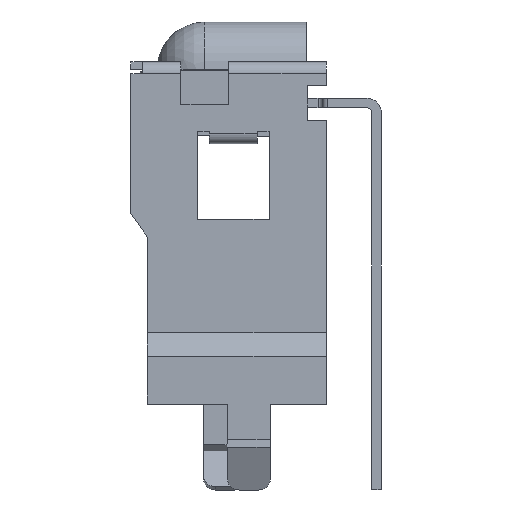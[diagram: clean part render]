
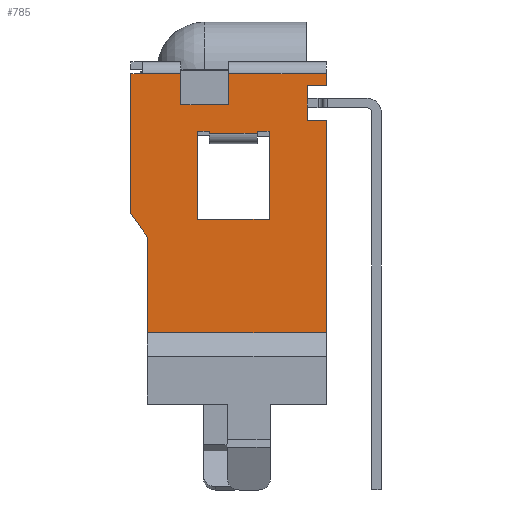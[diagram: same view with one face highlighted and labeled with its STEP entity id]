
A CAD part, left-side view. The second image highlights one B-rep face of the part: STEP entity #785.
In plain terms, the highlighted face is planar.
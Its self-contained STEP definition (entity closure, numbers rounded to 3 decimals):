
#490=CARTESIAN_POINT('',(-4.1,3.65,6.8));
#491=VERTEX_POINT('',#490);
#509=CARTESIAN_POINT('',(0.,3.65,6.8));
#510=VERTEX_POINT('',#509);
#518=CARTESIAN_POINT('',(0.,3.65,6.8));
#519=DIRECTION('',(-1.0,0.0,0.0));
#520=VECTOR('',#519,4.1);
#521=LINE('',#518,#520);
#522=EDGE_CURVE('',#510,#491,#521,.T.);
#540=CARTESIAN_POINT('',(-4.1,3.65,6.3));
#541=VERTEX_POINT('',#540);
#542=CARTESIAN_POINT('',(-4.1,3.65,6.3));
#543=DIRECTION('',(0.0,0.0,1.0));
#544=VECTOR('',#543,0.5);
#545=LINE('',#542,#544);
#546=EDGE_CURVE('',#541,#491,#545,.T.);
#608=CARTESIAN_POINT('',(-4.1,3.65,-4.05));
#609=DIRECTION('',(0.0,1.0,0.0));
#610=DIRECTION('',(0.0,0.0,1.0));
#611=AXIS2_PLACEMENT_3D('',#608,#609,#610);
#612=PLANE('',#611);
#613=ORIENTED_EDGE('',*,*,#522,.F.);
#614=CARTESIAN_POINT('',(0.,3.65,5.5));
#615=VERTEX_POINT('',#614);
#616=CARTESIAN_POINT('',(0.,3.65,6.8));
#617=DIRECTION('',(0.0,0.0,-1.0));
#618=VECTOR('',#617,1.3);
#619=LINE('',#616,#618);
#620=EDGE_CURVE('',#510,#615,#619,.T.);
#621=ORIENTED_EDGE('',*,*,#620,.T.);
#622=CARTESIAN_POINT('',(2.,3.65,5.5));
#623=VERTEX_POINT('',#622);
#624=CARTESIAN_POINT('',(0.,3.65,5.5));
#625=DIRECTION('',(1.0,0.0,0.0));
#626=VECTOR('',#625,2.);
#627=LINE('',#624,#626);
#628=EDGE_CURVE('',#615,#623,#627,.T.);
#629=ORIENTED_EDGE('',*,*,#628,.T.);
#630=CARTESIAN_POINT('',(2.,3.65,6.8));
#631=VERTEX_POINT('',#630);
#632=CARTESIAN_POINT('',(2.,3.65,5.5));
#633=DIRECTION('',(0.0,0.0,1.0));
#634=VECTOR('',#633,1.3);
#635=LINE('',#632,#634);
#636=EDGE_CURVE('',#623,#631,#635,.T.);
#637=ORIENTED_EDGE('',*,*,#636,.T.);
#638=CARTESIAN_POINT('',(3.6,3.65,6.8));
#639=VERTEX_POINT('',#638);
#640=CARTESIAN_POINT('',(3.6,3.65,6.8));
#641=DIRECTION('',(-1.0,0.0,0.0));
#642=VECTOR('',#641,1.6);
#643=LINE('',#640,#642);
#644=EDGE_CURVE('',#639,#631,#643,.T.);
#645=ORIENTED_EDGE('',*,*,#644,.F.);
#646=CARTESIAN_POINT('',(4.1,3.65,6.8));
#647=VERTEX_POINT('',#646);
#648=CARTESIAN_POINT('',(3.6,3.65,6.8));
#649=DIRECTION('',(1.0,0.0,0.0));
#650=VECTOR('',#649,0.5);
#651=LINE('',#648,#650);
#652=EDGE_CURVE('',#639,#647,#651,.T.);
#653=ORIENTED_EDGE('',*,*,#652,.T.);
#654=CARTESIAN_POINT('',(4.1,3.65,0.95));
#655=VERTEX_POINT('',#654);
#656=CARTESIAN_POINT('',(4.1,3.65,0.95));
#657=DIRECTION('',(0.0,0.0,1.0));
#658=VECTOR('',#657,5.85);
#659=LINE('',#656,#658);
#660=EDGE_CURVE('',#655,#647,#659,.T.);
#661=ORIENTED_EDGE('',*,*,#660,.F.);
#662=CARTESIAN_POINT('',(3.4,3.65,-0.05));
#663=VERTEX_POINT('',#662);
#664=CARTESIAN_POINT('',(4.1,3.65,0.95));
#665=DIRECTION('',(-0.573,0.0,-0.819));
#666=VECTOR('',#665,1.221);
#667=LINE('',#664,#666);
#668=EDGE_CURVE('',#655,#663,#667,.T.);
#669=ORIENTED_EDGE('',*,*,#668,.T.);
#670=CARTESIAN_POINT('',(3.4,3.65,-4.05));
#671=VERTEX_POINT('',#670);
#672=CARTESIAN_POINT('',(3.4,3.65,-0.05));
#673=DIRECTION('',(0.0,0.0,-1.0));
#674=VECTOR('',#673,4.0);
#675=LINE('',#672,#674);
#676=EDGE_CURVE('',#663,#671,#675,.T.);
#677=ORIENTED_EDGE('',*,*,#676,.T.);
#678=CARTESIAN_POINT('',(-4.1,3.65,-4.05));
#679=VERTEX_POINT('',#678);
#680=CARTESIAN_POINT('',(3.4,3.65,-4.05));
#681=DIRECTION('',(-1.0,0.0,0.0));
#682=VECTOR('',#681,7.5);
#683=LINE('',#680,#682);
#684=EDGE_CURVE('',#671,#679,#683,.T.);
#685=ORIENTED_EDGE('',*,*,#684,.T.);
#686=CARTESIAN_POINT('',(-4.1,3.65,4.85));
#687=VERTEX_POINT('',#686);
#688=CARTESIAN_POINT('',(-4.1,3.65,-4.05));
#689=DIRECTION('',(0.0,0.0,1.0));
#690=VECTOR('',#689,8.9);
#691=LINE('',#688,#690);
#692=EDGE_CURVE('',#679,#687,#691,.T.);
#693=ORIENTED_EDGE('',*,*,#692,.T.);
#694=CARTESIAN_POINT('',(-3.3,3.65,4.85));
#695=VERTEX_POINT('',#694);
#696=CARTESIAN_POINT('',(-4.1,3.65,4.85));
#697=DIRECTION('',(1.0,0.0,0.0));
#698=VECTOR('',#697,0.8);
#699=LINE('',#696,#698);
#700=EDGE_CURVE('',#687,#695,#699,.T.);
#701=ORIENTED_EDGE('',*,*,#700,.T.);
#702=CARTESIAN_POINT('',(-3.3,3.65,6.3));
#703=VERTEX_POINT('',#702);
#704=CARTESIAN_POINT('',(-3.3,3.65,4.85));
#705=DIRECTION('',(0.0,0.0,1.0));
#706=VECTOR('',#705,1.45);
#707=LINE('',#704,#706);
#708=EDGE_CURVE('',#695,#703,#707,.T.);
#709=ORIENTED_EDGE('',*,*,#708,.T.);
#710=CARTESIAN_POINT('',(-3.3,3.65,6.3));
#711=DIRECTION('',(-1.0,0.0,0.0));
#712=VECTOR('',#711,0.8);
#713=LINE('',#710,#712);
#714=EDGE_CURVE('',#703,#541,#713,.T.);
#715=ORIENTED_EDGE('',*,*,#714,.T.);
#716=ORIENTED_EDGE('',*,*,#546,.T.);
#717=EDGE_LOOP('',(#613,#621,#629,#637,#645,#653,#661,#669,#677,#685,#693,#701,#709,#715,#716));
#718=FACE_OUTER_BOUND('',#717,.T.);
#719=CARTESIAN_POINT('',(-1.2,3.65,4.3));
#720=VERTEX_POINT('',#719);
#721=CARTESIAN_POINT('',(0.8,3.65,4.3));
#722=VERTEX_POINT('',#721);
#723=CARTESIAN_POINT('',(-1.2,3.65,4.3));
#724=DIRECTION('',(1.0,0.0,0.0));
#725=VECTOR('',#724,2.);
#726=LINE('',#723,#725);
#727=EDGE_CURVE('',#720,#722,#726,.T.);
#728=ORIENTED_EDGE('',*,*,#727,.F.);
#729=CARTESIAN_POINT('',(-1.2,3.65,4.4));
#730=VERTEX_POINT('',#729);
#731=CARTESIAN_POINT('',(-1.2,3.65,4.3));
#732=DIRECTION('',(0.0,0.0,1.0));
#733=VECTOR('',#732,0.1);
#734=LINE('',#731,#733);
#735=EDGE_CURVE('',#720,#730,#734,.T.);
#736=ORIENTED_EDGE('',*,*,#735,.T.);
#737=CARTESIAN_POINT('',(-1.7,3.65,4.4));
#738=VERTEX_POINT('',#737);
#739=CARTESIAN_POINT('',(-1.2,3.65,4.4));
#740=DIRECTION('',(-1.0,0.0,0.0));
#741=VECTOR('',#740,0.5);
#742=LINE('',#739,#741);
#743=EDGE_CURVE('',#730,#738,#742,.T.);
#744=ORIENTED_EDGE('',*,*,#743,.T.);
#745=CARTESIAN_POINT('',(-1.7,3.65,0.7));
#746=VERTEX_POINT('',#745);
#747=CARTESIAN_POINT('',(-1.7,3.65,4.4));
#748=DIRECTION('',(0.0,0.0,-1.0));
#749=VECTOR('',#748,3.7);
#750=LINE('',#747,#749);
#751=EDGE_CURVE('',#738,#746,#750,.T.);
#752=ORIENTED_EDGE('',*,*,#751,.T.);
#753=CARTESIAN_POINT('',(1.3,3.65,0.7));
#754=VERTEX_POINT('',#753);
#755=CARTESIAN_POINT('',(-1.7,3.65,0.7));
#756=DIRECTION('',(1.0,0.0,0.0));
#757=VECTOR('',#756,3.);
#758=LINE('',#755,#757);
#759=EDGE_CURVE('',#746,#754,#758,.T.);
#760=ORIENTED_EDGE('',*,*,#759,.T.);
#761=CARTESIAN_POINT('',(1.3,3.65,4.4));
#762=VERTEX_POINT('',#761);
#763=CARTESIAN_POINT('',(1.3,3.65,0.7));
#764=DIRECTION('',(0.0,0.0,1.0));
#765=VECTOR('',#764,3.7);
#766=LINE('',#763,#765);
#767=EDGE_CURVE('',#754,#762,#766,.T.);
#768=ORIENTED_EDGE('',*,*,#767,.T.);
#769=CARTESIAN_POINT('',(0.8,3.65,4.4));
#770=VERTEX_POINT('',#769);
#771=CARTESIAN_POINT('',(1.3,3.65,4.4));
#772=DIRECTION('',(-1.0,0.0,0.0));
#773=VECTOR('',#772,0.5);
#774=LINE('',#771,#773);
#775=EDGE_CURVE('',#762,#770,#774,.T.);
#776=ORIENTED_EDGE('',*,*,#775,.T.);
#777=CARTESIAN_POINT('',(0.8,3.65,4.4));
#778=DIRECTION('',(0.0,0.0,-1.0));
#779=VECTOR('',#778,0.1);
#780=LINE('',#777,#779);
#781=EDGE_CURVE('',#770,#722,#780,.T.);
#782=ORIENTED_EDGE('',*,*,#781,.T.);
#783=EDGE_LOOP('',(#728,#736,#744,#752,#760,#768,#776,#782));
#784=FACE_BOUND('',#783,.T.);
#785=ADVANCED_FACE('',(#718,#784),#612,.T.);
